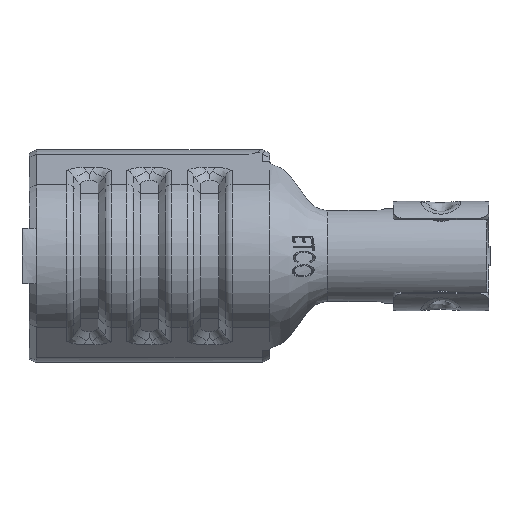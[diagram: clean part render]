
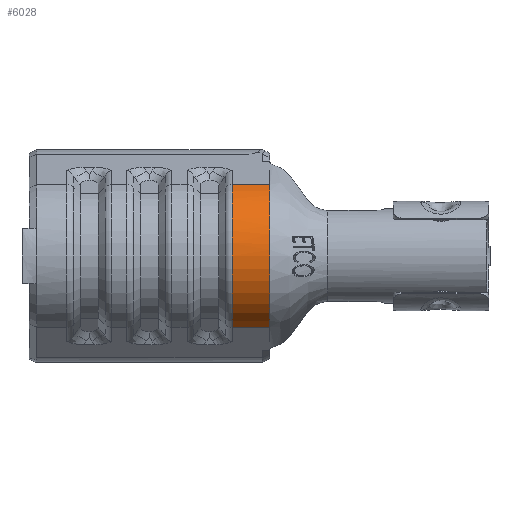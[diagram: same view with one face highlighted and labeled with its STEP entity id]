
A CAD part, front view. The second image highlights one B-rep face of the part: STEP entity #6028.
In plain terms, the highlighted cylindrical face has radius 4.216 mm (diameter 8.433 mm), a partial arc.
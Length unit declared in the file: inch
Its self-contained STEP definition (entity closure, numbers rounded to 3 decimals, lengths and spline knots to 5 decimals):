
#188 = CARTESIAN_POINT ( 'NONE',  ( -0.462, -0.1445, 0. ) ) ;
#374 = LINE ( 'NONE', #4532, #3363 ) ;
#660 = ORIENTED_EDGE ( 'NONE', *, *, #1280, .F. ) ;
#1017 = B_SPLINE_CURVE_WITH_KNOTS ( 'NONE', 3,
 ( #12601, #6385, #10544, #1211, #5369, #9524, #188 ),
 .UNSPECIFIED., .F., .F.,
 ( 4, 1, 1, 1, 4 ),
 ( 0., 0.25, 0.5, 0.75, 1. ),
 .UNSPECIFIED. ) ;
#1039 = LINE ( 'NONE', #5197, #2470 ) ;
#1183 = DIRECTION ( 'NONE',  ( 1., 0., 0. ) ) ;
#1211 = CARTESIAN_POINT ( 'NONE',  ( -0.462, -0.11997, 0.09103 ) ) ;
#1280 = EDGE_CURVE ( 'NONE', #1687, #4210, #8913, .T. ) ;
#1303 = AXIS2_PLACEMENT_3D ( 'NONE', #10519, #1183, #5343 ) ;
#1687 = VERTEX_POINT ( 'NONE', #8831 ) ;
#1960 = ORIENTED_EDGE ( 'NONE', *, *, #11099, .F. ) ;
#2345 = ORIENTED_EDGE ( 'NONE', *, *, #5290, .F. ) ;
#2391 = VERTEX_POINT ( 'NONE', #2950 ) ;
#2418 = DIRECTION ( 'NONE',  ( 0., 0., 1. ) ) ;
#2470 = VECTOR ( 'NONE', #9356, 39.37008 ) ;
#2950 = CARTESIAN_POINT ( 'NONE',  ( -0.54222, -0.04599, -0.15166 ) ) ;
#3363 = VECTOR ( 'NONE', #8692, 39.37008 ) ;
#3880 = CARTESIAN_POINT ( 'NONE',  ( -0.462, 0.0215, 0. ) ) ;
#4210 = VERTEX_POINT ( 'NONE', #6344 ) ;
#4532 = CARTESIAN_POINT ( 'NONE',  ( -0.462, -0.04599, -0.15166 ) ) ;
#5197 = CARTESIAN_POINT ( 'NONE',  ( -0.462, -0.04599, 0.15166 ) ) ;
#5290 = EDGE_CURVE ( 'NONE', #11915, #1687, #1017, .T. ) ;
#5343 = DIRECTION ( 'NONE',  ( 0., 0., -1. ) ) ;
#5369 = CARTESIAN_POINT ( 'NONE',  ( -0.462, -0.13978, 0.04792 ) ) ;
#5397 = ORIENTED_EDGE ( 'NONE', *, *, #9007, .T. ) ;
#5729 = CIRCLE ( 'NONE', #7473, 0.166 ) ;
#6028 = ADVANCED_FACE ( 'NONE', ( #9054 ), #13229, .T. ) ;
#6344 = CARTESIAN_POINT ( 'NONE',  ( -0.462, -0.04599, -0.15166 ) ) ;
#6385 = CARTESIAN_POINT ( 'NONE',  ( -0.462, -0.0612, 0.14489 ) ) ;
#7473 = AXIS2_PLACEMENT_3D ( 'NONE', #7596, #11759, #2418 ) ;
#7596 = CARTESIAN_POINT ( 'NONE',  ( -0.54222, 0.0215, 0. ) ) ;
#8044 = DIRECTION ( 'NONE',  ( -1., 0., 0. ) ) ;
#8692 = DIRECTION ( 'NONE',  ( -1., 0., 0. ) ) ;
#8831 = CARTESIAN_POINT ( 'NONE',  ( -0.462, -0.1445, 0. ) ) ;
#8913 = CIRCLE ( 'NONE', #1303, 0.166 ) ;
#9007 = EDGE_CURVE ( 'NONE', #10211, #2391, #5729, .T. ) ;
#9054 = FACE_OUTER_BOUND ( 'NONE', #10391, .T. ) ;
#9354 = EDGE_CURVE ( 'NONE', #11915, #10211, #1039, .T. ) ;
#9356 = DIRECTION ( 'NONE',  ( -1., 0., 0. ) ) ;
#9524 = CARTESIAN_POINT ( 'NONE',  ( -0.462, -0.1445, 0.01618 ) ) ;
#9641 = CARTESIAN_POINT ( 'NONE',  ( -0.54222, -0.04599, 0.15166 ) ) ;
#10211 = VERTEX_POINT ( 'NONE', #9641 ) ;
#10391 = EDGE_LOOP ( 'NONE', ( #11580, #5397, #1960, #660, #2345 ) ) ;
#10519 = CARTESIAN_POINT ( 'NONE',  ( -0.462, 0.0215, 0. ) ) ;
#10544 = CARTESIAN_POINT ( 'NONE',  ( -0.462, -0.08875, 0.12716 ) ) ;
#11099 = EDGE_CURVE ( 'NONE', #4210, #2391, #374, .T. ) ;
#11354 = CARTESIAN_POINT ( 'NONE',  ( -0.462, -0.04599, 0.15166 ) ) ;
#11580 = ORIENTED_EDGE ( 'NONE', *, *, #9354, .T. ) ;
#11759 = DIRECTION ( 'NONE',  ( 1., 0., 0. ) ) ;
#11915 = VERTEX_POINT ( 'NONE', #11354 ) ;
#12203 = DIRECTION ( 'NONE',  ( 0., 0., 1. ) ) ;
#12601 = CARTESIAN_POINT ( 'NONE',  ( -0.462, -0.04599, 0.15166 ) ) ;
#13033 = AXIS2_PLACEMENT_3D ( 'NONE', #3880, #8044, #12203 ) ;
#13229 = CYLINDRICAL_SURFACE ( 'NONE', #13033, 0.166 ) ;
